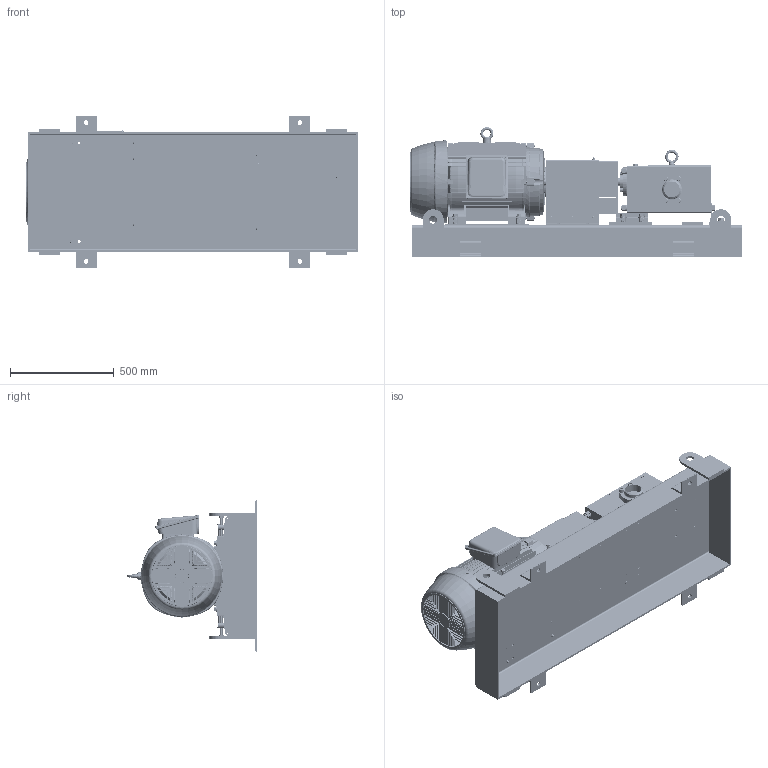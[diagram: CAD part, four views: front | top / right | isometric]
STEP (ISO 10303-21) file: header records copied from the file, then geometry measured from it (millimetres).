
FILE_DESCRIPTION (( 'STEP AP214' ), '1' );
FILE_NAME ('GPV-1440-032-U.STEP', '2019-10-08T21:07:22', ( '' ), ( '' ), 'SwSTEP 2.0', 'SolidWorks 2018', '' );
FILE_SCHEMA (( 'AUTOMOTIVE_DESIGN' ));
Length unit declared in the file: inch
Products named in the file (1): GPV-1440-032-U
Bounding box: 1597.22 x 624.42 x 730.25 mm (x, y, z)
Volume: 113934320.1 mm3; surface area: 8364809.7 mm2
Topology: 137 solids, 137 shells, 7985 faces, 20164 edges, 12754 vertices
Faces by surface type: plane 3502, cylinder 2134, bspline 1157, cone 1076, torus 106, sphere 10
Entity records: 341343 total; most frequent: CARTESIAN_POINT 132302, ORIENTED_EDGE 40230, DIRECTION 36051, EDGE_CURVE 20115, AXIS2_PLACEMENT_3D 12910, VERTEX_POINT 12749, LINE 10231, VECTOR 10231
